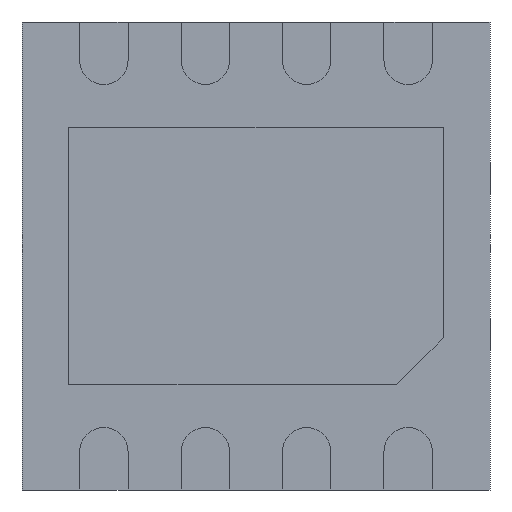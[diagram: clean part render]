
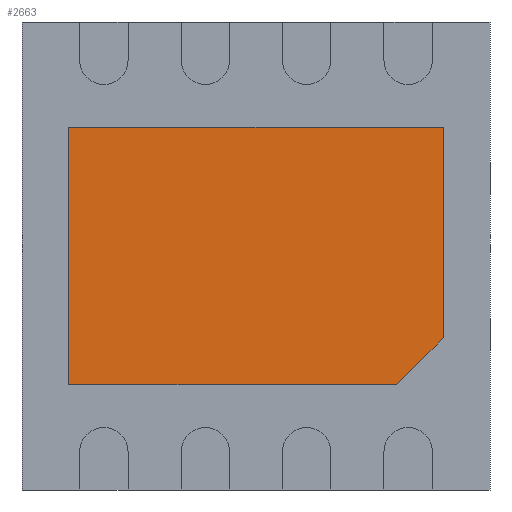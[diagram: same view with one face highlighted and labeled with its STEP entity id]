
A CAD part, front view. The second image highlights one B-rep face of the part: STEP entity #2663.
In plain terms, the highlighted planar face has unit normal (0, -1, 0).
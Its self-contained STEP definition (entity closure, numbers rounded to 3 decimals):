
#637=VERTEX_POINT('',#3981);
#638=VERTEX_POINT('',#3983);
#665=VERTEX_POINT('',#4051);
#666=VERTEX_POINT('',#4055);
#667=VERTEX_POINT('',#4057);
#918=VECTOR('',#3291,1.);
#954=VECTOR('',#3333,1.);
#955=VECTOR('',#3335,1.);
#956=VECTOR('',#3336,1.);
#957=VECTOR('',#3337,1.);
#1220=LINE('',#3982,#918);
#1256=LINE('',#4052,#954);
#1257=LINE('',#4054,#955);
#1258=LINE('',#4056,#956);
#1259=LINE('',#4058,#957);
#1554=EDGE_CURVE('',#638,#637,#1220,.T.);
#1590=EDGE_CURVE('',#665,#637,#1256,.T.);
#1591=EDGE_CURVE('',#666,#665,#1257,.T.);
#1592=EDGE_CURVE('',#667,#666,#1258,.T.);
#1593=EDGE_CURVE('',#638,#667,#1259,.T.);
#2209=ORIENTED_EDGE('',*,*,#1590,.F.);
#2210=ORIENTED_EDGE('',*,*,#1591,.F.);
#2211=ORIENTED_EDGE('',*,*,#1592,.F.);
#2212=ORIENTED_EDGE('',*,*,#1593,.F.);
#2213=ORIENTED_EDGE('',*,*,#1554,.T.);
#2400=EDGE_LOOP('',(#2209,#2210,#2211,#2212,#2213));
#2534=FACE_BOUND('',#2400,.T.);
#2663=ADVANCED_FACE('',(#2534),#4221,.F.);
#2824=AXIS2_PLACEMENT_3D('',#4053,#3334,$);
#3291=DIRECTION('',(0.707,0.,0.707));
#3333=DIRECTION('',(0.,0.,-1.));
#3334=DIRECTION('',(0.,1.,0.));
#3335=DIRECTION('',(1.,0.,0.));
#3336=DIRECTION('',(0.,0.,1.));
#3337=DIRECTION('',(-1.,0.,0.));
#3981=CARTESIAN_POINT('',(1.2,0.,-0.525));
#3982=CARTESIAN_POINT('',(0.9,0.,-0.825));
#3983=CARTESIAN_POINT('',(0.9,0.,-0.825));
#4051=CARTESIAN_POINT('',(1.2,0.,0.825));
#4052=CARTESIAN_POINT('',(1.2,0.,0.825));
#4053=CARTESIAN_POINT('',(0.,0.,0.));
#4054=CARTESIAN_POINT('',(-1.2,0.,0.825));
#4055=CARTESIAN_POINT('',(-1.2,0.,0.825));
#4056=CARTESIAN_POINT('',(-1.2,0.,-0.825));
#4057=CARTESIAN_POINT('',(-1.2,0.,-0.825));
#4058=CARTESIAN_POINT('',(0.9,0.,-0.825));
#4221=PLANE('',#2824);
